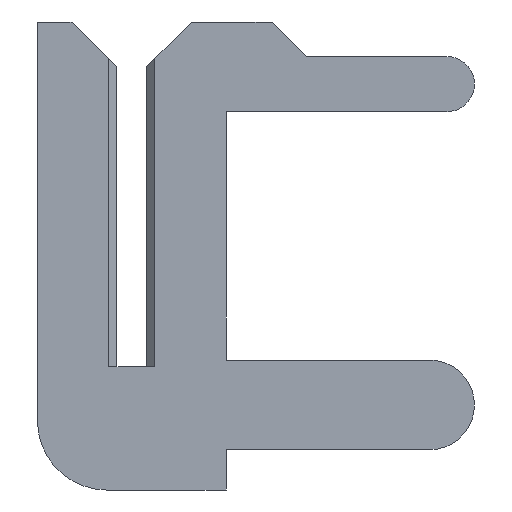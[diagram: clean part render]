
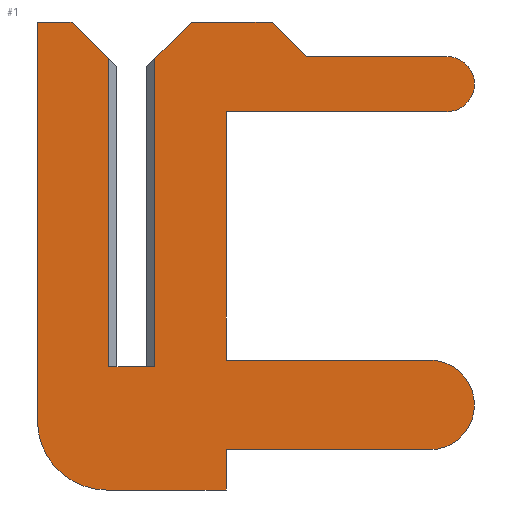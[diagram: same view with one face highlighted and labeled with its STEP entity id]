
A CAD part, left-side view. The second image highlights one B-rep face of the part: STEP entity #1.
In plain terms, the highlighted planar face has unit normal (-1, 0, 0).
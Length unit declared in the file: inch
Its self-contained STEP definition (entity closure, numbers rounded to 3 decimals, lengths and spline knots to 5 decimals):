
#1 = ADVANCED_FACE ( 'NONE', ( #247 ), #781, .T. ) ;
#9 = CARTESIAN_POINT ( 'NONE',  ( -0.01, -0.0065, 0.1305 ) ) ;
#11 = CARTESIAN_POINT ( 'NONE',  ( -0.01, 0.0065, 0. ) ) ;
#23 = LINE ( 'NONE', #656, #1624 ) ;
#30 = CARTESIAN_POINT ( 'NONE',  ( -0.01, -0.041, -0.036 ) ) ;
#39 = CARTESIAN_POINT ( 'NONE',  ( -0.01, 0.01, -0.0235 ) ) ;
#40 = VERTEX_POINT ( 'NONE', #526 ) ;
#59 = VERTEX_POINT ( 'NONE', #941 ) ;
#61 = CARTESIAN_POINT ( 'NONE',  ( -0.01, -0.1295, -0.036 ) ) ;
#68 = ORIENTED_EDGE ( 'NONE', *, *, #724, .F. ) ;
#74 = DIRECTION ( 'NONE',  ( 0., 0., 1. ) ) ;
#85 = ORIENTED_EDGE ( 'NONE', *, *, #1717, .F. ) ;
#87 = CARTESIAN_POINT ( 'NONE',  ( -0.01, -0.076, 0.135 ) ) ;
#107 = DIRECTION ( 'NONE',  ( 0., -1., 0. ) ) ;
#139 = ORIENTED_EDGE ( 'NONE', *, *, #1605, .F. ) ;
#156 = CARTESIAN_POINT ( 'NONE',  ( -0.01, 0.026, 0.15 ) ) ;
#164 = DIRECTION ( 'NONE',  ( 0., 1., 0. ) ) ;
#170 = CARTESIAN_POINT ( 'NONE',  ( -0.01, 0.011, -0.0535 ) ) ;
#175 = VERTEX_POINT ( 'NONE', #1427 ) ;
#197 = VERTEX_POINT ( 'NONE', #564 ) ;
#202 = LINE ( 'NONE', #9, #835 ) ;
#209 = DIRECTION ( 'NONE',  ( 1., 0., 0. ) ) ;
#244 = DIRECTION ( 'NONE',  ( -1., 0., 0. ) ) ;
#246 = VECTOR ( 'NONE', #855, 39.37008 ) ;
#247 = FACE_OUTER_BOUND ( 'NONE', #505, .T. ) ;
#249 = VERTEX_POINT ( 'NONE', #330 ) ;
#262 = ORIENTED_EDGE ( 'NONE', *, *, #780, .F. ) ;
#276 = DIRECTION ( 'NONE',  ( 0., 0., -1. ) ) ;
#279 = CARTESIAN_POINT ( 'NONE',  ( -0.01, -0.137, 0.135 ) ) ;
#292 = DIRECTION ( 'NONE',  ( 0., -1., 0. ) ) ;
#293 = CARTESIAN_POINT ( 'NONE',  ( -0.01, -0.01, 0. ) ) ;
#308 = DIRECTION ( 'NONE',  ( 0., -0.707, 0.707 ) ) ;
#320 = CIRCLE ( 'NONE', #560, 0.03 ) ;
#330 = CARTESIAN_POINT ( 'NONE',  ( -0.01, -0.01, 0.134 ) ) ;
#340 = VECTOR ( 'NONE', #276, 39.37008 ) ;
#365 = LINE ( 'NONE', #1112, #340 ) ;
#379 = VERTEX_POINT ( 'NONE', #433 ) ;
#385 = VECTOR ( 'NONE', #292, 39.37008 ) ;
#387 = VERTEX_POINT ( 'NONE', #976 ) ;
#389 = CARTESIAN_POINT ( 'NONE',  ( -0.01, -0.137, 0.123 ) ) ;
#390 = EDGE_CURVE ( 'NONE', #1202, #387, #1075, .T. ) ;
#393 = DIRECTION ( 'NONE',  ( 0., -1., 0. ) ) ;
#400 = ORIENTED_EDGE ( 'NONE', *, *, #882, .F. ) ;
#433 = CARTESIAN_POINT ( 'NONE',  ( -0.01, -0.137, 0.111 ) ) ;
#440 = ORIENTED_EDGE ( 'NONE', *, *, #482, .F. ) ;
#445 = VERTEX_POINT ( 'NONE', #1118 ) ;
#449 = CARTESIAN_POINT ( 'NONE',  ( -0.01, -0.1295, 0.003 ) ) ;
#458 = CARTESIAN_POINT ( 'NONE',  ( -0.01, 0.0065, 0.1305 ) ) ;
#482 = EDGE_CURVE ( 'NONE', #604, #1457, #365, .T. ) ;
#505 = EDGE_LOOP ( 'NONE', ( #262, #655, #1194, #873, #1335, #1733, #85, #662, #68, #440, #958, #1196, #1328, #1582, #1042, #784, #400, #1394, #139 ) ) ;
#521 = CARTESIAN_POINT ( 'NONE',  ( -0.01, 0.026, 0.15 ) ) ;
#526 = CARTESIAN_POINT ( 'NONE',  ( -0.01, 0.01, 0. ) ) ;
#529 = LINE ( 'NONE', #449, #385 ) ;
#538 = VECTOR ( 'NONE', #1423, 39.37008 ) ;
#541 = VERTEX_POINT ( 'NONE', #293 ) ;
#547 = VERTEX_POINT ( 'NONE', #156 ) ;
#560 = AXIS2_PLACEMENT_3D ( 'NONE', #718, #1279, #1419 ) ;
#564 = CARTESIAN_POINT ( 'NONE',  ( -0.01, -0.076, 0.135 ) ) ;
#575 = EDGE_CURVE ( 'NONE', #1460, #604, #1560, .T. ) ;
#578 = DIRECTION ( 'NONE',  ( 0., 1., 0. ) ) ;
#588 = VERTEX_POINT ( 'NONE', #1285 ) ;
#604 = VERTEX_POINT ( 'NONE', #863 ) ;
#628 = EDGE_CURVE ( 'NONE', #1559, #1785, #320, .T. ) ;
#655 = ORIENTED_EDGE ( 'NONE', *, *, #1283, .T. ) ;
#656 = CARTESIAN_POINT ( 'NONE',  ( -0.01, -0.026, 0.15 ) ) ;
#662 = ORIENTED_EDGE ( 'NONE', *, *, #628, .F. ) ;
#663 = EDGE_CURVE ( 'NONE', #379, #1202, #1422, .T. ) ;
#684 = EDGE_CURVE ( 'NONE', #547, #59, #1356, .T. ) ;
#698 = EDGE_CURVE ( 'NONE', #40, #541, #1183, .T. ) ;
#704 = VECTOR ( 'NONE', #1125, 39.37008 ) ;
#711 = DIRECTION ( 'NONE',  ( 0., 1., 0. ) ) ;
#718 = CARTESIAN_POINT ( 'NONE',  ( -0.01, 0.011, -0.0235 ) ) ;
#724 = EDGE_CURVE ( 'NONE', #1457, #1559, #1270, .T. ) ;
#747 = CIRCLE ( 'NONE', #1680, 0.012 ) ;
#757 = EDGE_CURVE ( 'NONE', #387, #851, #529, .T. ) ;
#780 = EDGE_CURVE ( 'NONE', #249, #175, #202, .T. ) ;
#781 = PLANE ( 'NONE',  #1231 ) ;
#784 = ORIENTED_EDGE ( 'NONE', *, *, #1799, .F. ) ;
#789 = DIRECTION ( 'NONE',  ( 0., -0.707, -0.707 ) ) ;
#796 = LINE ( 'NONE', #39, #538 ) ;
#799 = DIRECTION ( 'NONE',  ( 0., 0., 1. ) ) ;
#833 = VECTOR ( 'NONE', #107, 39.37008 ) ;
#835 = VECTOR ( 'NONE', #308, 39.37008 ) ;
#848 = DIRECTION ( 'NONE',  ( 0., 0., -1. ) ) ;
#851 = VERTEX_POINT ( 'NONE', #1698 ) ;
#855 = DIRECTION ( 'NONE',  ( 0., -0.707, -0.707 ) ) ;
#863 = CARTESIAN_POINT ( 'NONE',  ( -0.01, -0.041, -0.036 ) ) ;
#873 = ORIENTED_EDGE ( 'NONE', *, *, #1159, .T. ) ;
#882 = EDGE_CURVE ( 'NONE', #197, #588, #1445, .T. ) ;
#941 = CARTESIAN_POINT ( 'NONE',  ( -0.01, 0.01, 0.134 ) ) ;
#949 = CARTESIAN_POINT ( 'NONE',  ( -0.01, 0.041, 0.15 ) ) ;
#955 = CIRCLE ( 'NONE', #1707, 0.0195 ) ;
#958 = ORIENTED_EDGE ( 'NONE', *, *, #575, .F. ) ;
#976 = CARTESIAN_POINT ( 'NONE',  ( -0.01, -0.041, 0.003 ) ) ;
#1009 = CARTESIAN_POINT ( 'NONE',  ( -0.01, -0.041, 0.111 ) ) ;
#1015 = LINE ( 'NONE', #1313, #1675 ) ;
#1035 = DIRECTION ( 'NONE',  ( 0., 0., -1. ) ) ;
#1042 = ORIENTED_EDGE ( 'NONE', *, *, #663, .F. ) ;
#1072 = VECTOR ( 'NONE', #711, 39.37008 ) ;
#1075 = LINE ( 'NONE', #1259, #1448 ) ;
#1085 = CARTESIAN_POINT ( 'NONE',  ( -0.01, 0.041, -0.0235 ) ) ;
#1094 = VECTOR ( 'NONE', #789, 39.37008 ) ;
#1112 = CARTESIAN_POINT ( 'NONE',  ( -0.01, -0.041, -0.0535 ) ) ;
#1118 = CARTESIAN_POINT ( 'NONE',  ( -0.01, -0.061, 0.15 ) ) ;
#1121 = DIRECTION ( 'NONE',  ( 0., -1., 0. ) ) ;
#1125 = DIRECTION ( 'NONE',  ( 0., -1., 0. ) ) ;
#1159 = EDGE_CURVE ( 'NONE', #40, #59, #796, .T. ) ;
#1162 = LINE ( 'NONE', #949, #1708 ) ;
#1183 = LINE ( 'NONE', #11, #1585 ) ;
#1194 = ORIENTED_EDGE ( 'NONE', *, *, #698, .F. ) ;
#1196 = ORIENTED_EDGE ( 'NONE', *, *, #1255, .F. ) ;
#1202 = VERTEX_POINT ( 'NONE', #1009 ) ;
#1207 = DIRECTION ( 'NONE',  ( 0., 0., 1. ) ) ;
#1211 = DIRECTION ( 'NONE',  ( 0., 0., 1. ) ) ;
#1222 = CARTESIAN_POINT ( 'NONE',  ( -0.01, 0.041, 0.15 ) ) ;
#1231 = AXIS2_PLACEMENT_3D ( 'NONE', #1338, #244, #1211 ) ;
#1255 = EDGE_CURVE ( 'NONE', #851, #1460, #955, .T. ) ;
#1259 = CARTESIAN_POINT ( 'NONE',  ( -0.01, -0.041, 0.003 ) ) ;
#1270 = LINE ( 'NONE', #170, #1072 ) ;
#1279 = DIRECTION ( 'NONE',  ( 1., 0., 0. ) ) ;
#1283 = EDGE_CURVE ( 'NONE', #249, #541, #1015, .T. ) ;
#1285 = CARTESIAN_POINT ( 'NONE',  ( -0.01, -0.137, 0.135 ) ) ;
#1313 = CARTESIAN_POINT ( 'NONE',  ( -0.01, -0.01, 0.15 ) ) ;
#1328 = ORIENTED_EDGE ( 'NONE', *, *, #757, .F. ) ;
#1335 = ORIENTED_EDGE ( 'NONE', *, *, #684, .F. ) ;
#1336 = CARTESIAN_POINT ( 'NONE',  ( -0.01, -0.1295, -0.0165 ) ) ;
#1338 = CARTESIAN_POINT ( 'NONE',  ( -0.01, 0.011, -0.0235 ) ) ;
#1356 = LINE ( 'NONE', #458, #246 ) ;
#1378 = VECTOR ( 'NONE', #578, 39.37008 ) ;
#1394 = ORIENTED_EDGE ( 'NONE', *, *, #1730, .F. ) ;
#1419 = DIRECTION ( 'NONE',  ( 0., 0., 1. ) ) ;
#1422 = LINE ( 'NONE', #1701, #1378 ) ;
#1423 = DIRECTION ( 'NONE',  ( 0., 0., 1. ) ) ;
#1427 = CARTESIAN_POINT ( 'NONE',  ( -0.01, -0.026, 0.15 ) ) ;
#1443 = LINE ( 'NONE', #87, #1094 ) ;
#1445 = LINE ( 'NONE', #279, #704 ) ;
#1448 = VECTOR ( 'NONE', #848, 39.37008 ) ;
#1457 = VERTEX_POINT ( 'NONE', #1478 ) ;
#1460 = VERTEX_POINT ( 'NONE', #61 ) ;
#1478 = CARTESIAN_POINT ( 'NONE',  ( -0.01, -0.041, -0.0535 ) ) ;
#1484 = CARTESIAN_POINT ( 'NONE',  ( -0.01, 0.011, -0.0535 ) ) ;
#1492 = DIRECTION ( 'NONE',  ( 1., 0., 0. ) ) ;
#1559 = VERTEX_POINT ( 'NONE', #1484 ) ;
#1560 = LINE ( 'NONE', #30, #1740 ) ;
#1582 = ORIENTED_EDGE ( 'NONE', *, *, #390, .F. ) ;
#1585 = VECTOR ( 'NONE', #1121, 39.37008 ) ;
#1605 = EDGE_CURVE ( 'NONE', #175, #445, #23, .T. ) ;
#1624 = VECTOR ( 'NONE', #393, 39.37008 ) ;
#1626 = EDGE_CURVE ( 'NONE', #1788, #547, #1753, .T. ) ;
#1675 = VECTOR ( 'NONE', #1035, 39.37008 ) ;
#1680 = AXIS2_PLACEMENT_3D ( 'NONE', #389, #1492, #1207 ) ;
#1698 = CARTESIAN_POINT ( 'NONE',  ( -0.01, -0.1295, 0.003 ) ) ;
#1701 = CARTESIAN_POINT ( 'NONE',  ( -0.01, -0.041, 0.111 ) ) ;
#1707 = AXIS2_PLACEMENT_3D ( 'NONE', #1336, #209, #74 ) ;
#1708 = VECTOR ( 'NONE', #799, 39.37008 ) ;
#1717 = EDGE_CURVE ( 'NONE', #1785, #1788, #1162, .T. ) ;
#1730 = EDGE_CURVE ( 'NONE', #445, #197, #1443, .T. ) ;
#1733 = ORIENTED_EDGE ( 'NONE', *, *, #1626, .F. ) ;
#1740 = VECTOR ( 'NONE', #164, 39.37008 ) ;
#1753 = LINE ( 'NONE', #521, #833 ) ;
#1785 = VERTEX_POINT ( 'NONE', #1085 ) ;
#1788 = VERTEX_POINT ( 'NONE', #1222 ) ;
#1799 = EDGE_CURVE ( 'NONE', #588, #379, #747, .T. ) ;
